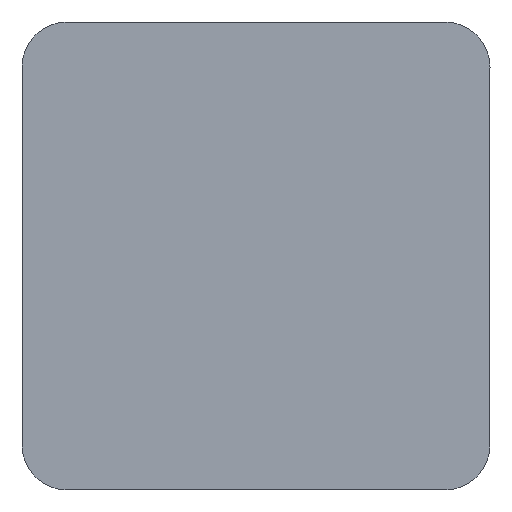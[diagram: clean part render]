
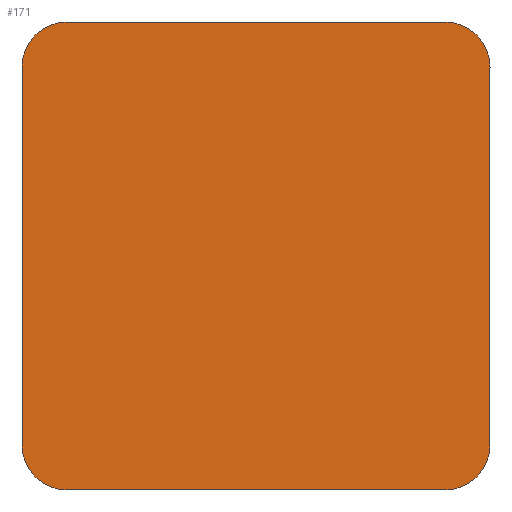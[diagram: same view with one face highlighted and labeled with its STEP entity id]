
A CAD part, top view. The second image highlights one B-rep face of the part: STEP entity #171.
In plain terms, the highlighted planar face has unit normal (0, 0, 1).
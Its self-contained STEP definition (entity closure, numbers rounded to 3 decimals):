
#75=VERTEX_POINT('',#193);
#77=EDGE_CURVE('',#169,#75,#195,.T.);
#103=EDGE_CURVE('',#125,#153,#225,.T.);
#105=EDGE_CURVE('',#153,#127,#227,.T.);
#109=EDGE_CURVE('',#161,#159,#231,.T.);
#119=EDGE_CURVE('',#75,#163,#241,.T.);
#123=EDGE_CURVE('',#159,#125,#245,.T.);
#125=VERTEX_POINT('',#247);
#127=VERTEX_POINT('',#249);
#135=EDGE_CURVE('',#127,#169,#257,.T.);
#153=VERTEX_POINT('',#279);
#159=VERTEX_POINT('',#285);
#161=VERTEX_POINT('',#287);
#163=VERTEX_POINT('',#289);
#169=VERTEX_POINT('',#296);
#171=ADVANCED_FACE('',(#298),#299,.T.);
#175=EDGE_CURVE('',#163,#161,#303,.T.);
#193=CARTESIAN_POINT('',(0.0,0.6,0.0));
#195=LINE('',#314,#315);
#225=CIRCLE('',#356,0.6);
#227=LINE('',#359,#360);
#231=CIRCLE('',#365,0.6);
#241=CIRCLE('',#383,0.6);
#245=LINE('',#388,#389);
#247=CARTESIAN_POINT('',(6.2,5.6,0.0));
#249=CARTESIAN_POINT('',(0.6,6.2,0.0));
#257=CIRCLE('',#406,0.6);
#279=CARTESIAN_POINT('',(5.6,6.2,0.0));
#285=CARTESIAN_POINT('',(6.2,0.6,0.0));
#287=CARTESIAN_POINT('',(5.6,0.0,0.0));
#289=CARTESIAN_POINT('',(0.6,0.0,0.0));
#296=CARTESIAN_POINT('',(0.,5.6,0.0));
#298=FACE_OUTER_BOUND('',#452,.T.);
#299=PLANE('',#453);
#303=LINE('',#459,#460);
#314=CARTESIAN_POINT('',(0.0,5.6,0.0));
#315=VECTOR('',#462,1.0);
#356=AXIS2_PLACEMENT_3D('',#500,#501,#502);
#359=CARTESIAN_POINT('',(5.6,6.2,0.0));
#360=VECTOR('',#503,1.0);
#365=AXIS2_PLACEMENT_3D('',#504,#505,#506);
#383=AXIS2_PLACEMENT_3D('',#513,#514,#515);
#388=CARTESIAN_POINT('',(6.2,0.6,0.0));
#389=VECTOR('',#516,1.0);
#406=AXIS2_PLACEMENT_3D('',#524,#525,#526);
#452=EDGE_LOOP('',(#576,#577,#578,#579,#580,#581,#582,#583));
#453=AXIS2_PLACEMENT_3D('',#584,#585,#586);
#459=CARTESIAN_POINT('',(0.6,0.0,0.0));
#460=VECTOR('',#590,1.0);
#462=DIRECTION('',(0.0,-1.0,0.0));
#500=CARTESIAN_POINT('',(5.6,5.6,0.0));
#501=DIRECTION('',(0.0,-0.0,1.0));
#502=DIRECTION('',(1.0,0.,0.0));
#503=DIRECTION('',(-1.0,0.0,0.0));
#504=CARTESIAN_POINT('',(5.6,0.6,0.0));
#505=DIRECTION('',(0.0,0.0,1.0));
#506=DIRECTION('',(0.,-1.0,0.0));
#513=CARTESIAN_POINT('',(0.6,0.6,0.0));
#514=DIRECTION('',(0.0,0.0,1.0));
#515=DIRECTION('',(-1.0,0.,0.0));
#516=DIRECTION('',(0.0,1.0,0.0));
#524=CARTESIAN_POINT('',(0.6,5.6,0.0));
#525=DIRECTION('',(0.0,0.0,1.0));
#526=DIRECTION('',(0.,1.0,0.0));
#576=ORIENTED_EDGE('',*,*,#175,.T.);
#577=ORIENTED_EDGE('',*,*,#109,.T.);
#578=ORIENTED_EDGE('',*,*,#123,.T.);
#579=ORIENTED_EDGE('',*,*,#103,.T.);
#580=ORIENTED_EDGE('',*,*,#105,.T.);
#581=ORIENTED_EDGE('',*,*,#135,.T.);
#582=ORIENTED_EDGE('',*,*,#77,.T.);
#583=ORIENTED_EDGE('',*,*,#119,.T.);
#584=CARTESIAN_POINT('',(3.1,3.1,0.0));
#585=DIRECTION('',(0.0,0.0,1.0));
#586=DIRECTION('',(1.0,0.0,0.0));
#590=DIRECTION('',(1.0,0.0,0.0));
